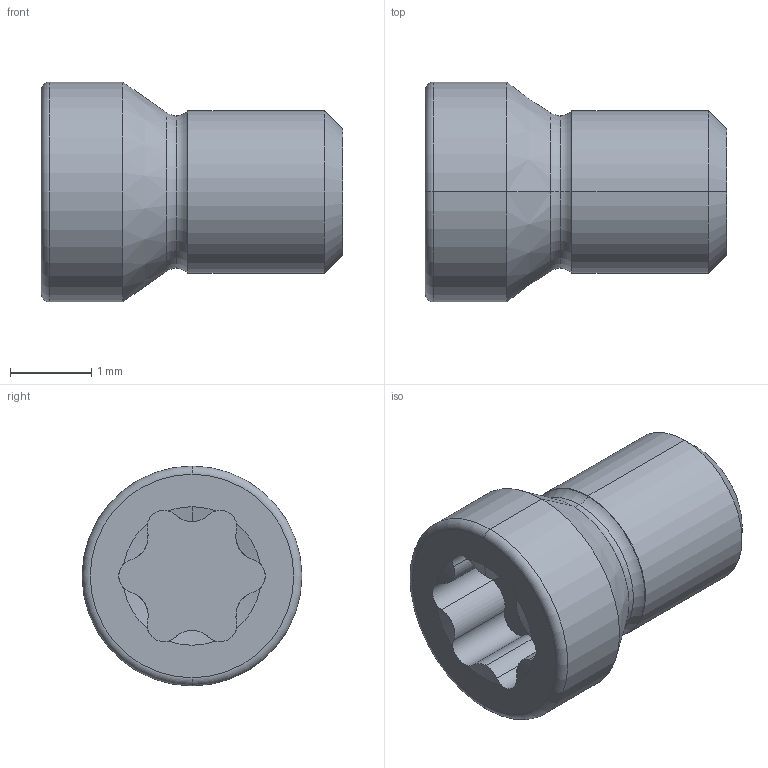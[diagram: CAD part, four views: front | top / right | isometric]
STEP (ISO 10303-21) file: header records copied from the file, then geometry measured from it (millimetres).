
FILE_DESCRIPTION (( 'STEP AP214' ), '1' );
FILE_NAME ('WWA.ER2.001.004.STEP', '2023-08-29T09:55:39', ( '' ), ( '' ), 'SwSTEP 2.0', 'SolidWorks 2017', '' );
FILE_SCHEMA (( 'AUTOMOTIVE_DESIGN' ));
Length unit declared in the file: millimetre
Products named in the file (1): WWA.ER2.001.004
Bounding box: 3.7 x 2.7 x 2.7 mm (x, y, z)
Volume: 12.8 mm3; surface area: 39.8 mm2
Topology: 1 solids, 1 shells, 41 faces, 100 edges, 62 vertices
Faces by surface type: cylinder 19, cone 13, torus 6, plane 3
Entity records: 1300 total; most frequent: CARTESIAN_POINT 272, DIRECTION 218, ORIENTED_EDGE 200, EDGE_CURVE 100, AXIS2_PLACEMENT_3D 96, VERTEX_POINT 62, CIRCLE 54, EDGE_LOOP 42
